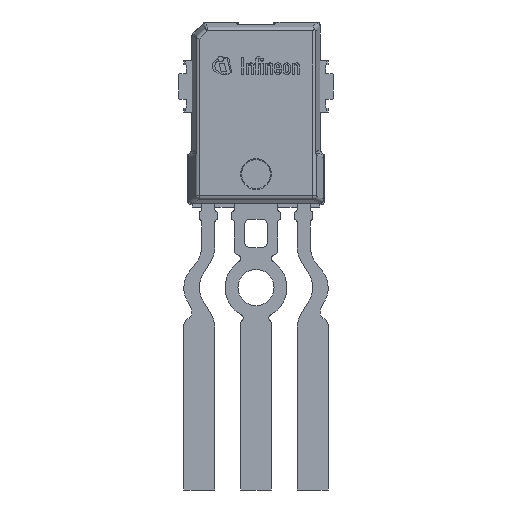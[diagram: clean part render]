
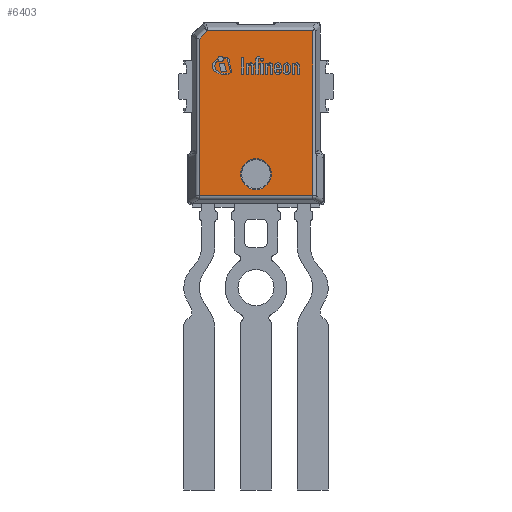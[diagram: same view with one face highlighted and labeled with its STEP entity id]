
A CAD part, left-side view. The second image highlights one B-rep face of the part: STEP entity #6403.
In plain terms, the highlighted planar face has unit normal (-1, 0, 0).
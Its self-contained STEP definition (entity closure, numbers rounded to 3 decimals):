
#342=LINE('',#9637,#1028);
#350=LINE('',#9729,#1036);
#352=LINE('',#9740,#1038);
#353=LINE('',#9742,#1039);
#354=LINE('',#9743,#1040);
#1028=VECTOR('',#7765,10.);
#1036=VECTOR('',#7825,10.);
#1038=VECTOR('',#7831,10.);
#1039=VECTOR('',#7832,10.);
#1040=VECTOR('',#7833,10.);
#1603=PLANE('',#6888);
#1888=FACE_BOUND('',#2391,.T.);
#2008=FACE_OUTER_BOUND('',#2390,.T.);
#2390=EDGE_LOOP('',(#4916,#4917,#4918,#4919,#4920));
#2391=EDGE_LOOP('',(#4921));
#2705=CIRCLE('',#6818,0.6);
#2961=VERTEX_POINT('',#9519);
#3003=VERTEX_POINT('',#9633);
#3004=VERTEX_POINT('',#9635);
#3014=VERTEX_POINT('',#9728);
#3017=VERTEX_POINT('',#9739);
#3018=VERTEX_POINT('',#9741);
#3645=EDGE_CURVE('',#2961,#2961,#2705,.T.);
#3703=EDGE_CURVE('',#3004,#3003,#342,.T.);
#3726=EDGE_CURVE('',#3003,#3014,#350,.T.);
#3730=EDGE_CURVE('',#3017,#3004,#352,.T.);
#3731=EDGE_CURVE('',#3018,#3017,#353,.T.);
#3732=EDGE_CURVE('',#3014,#3018,#354,.T.);
#4916=ORIENTED_EDGE('',*,*,#3730,.F.);
#4917=ORIENTED_EDGE('',*,*,#3731,.F.);
#4918=ORIENTED_EDGE('',*,*,#3732,.F.);
#4919=ORIENTED_EDGE('',*,*,#3726,.F.);
#4920=ORIENTED_EDGE('',*,*,#3703,.F.);
#4921=ORIENTED_EDGE('',*,*,#3645,.T.);
#6403=ADVANCED_FACE('',(#2008,#1888),#1603,.T.);
#6818=AXIS2_PLACEMENT_3D('',#9520,#7648,#7649);
#6888=AXIS2_PLACEMENT_3D('',#9738,#7829,#7830);
#7648=DIRECTION('center_axis',(1.,0.,0.));
#7649=DIRECTION('ref_axis',(0.,1.,0.));
#7765=DIRECTION('',(0.,1.,0.));
#7825=DIRECTION('',(0.,0.,1.));
#7829=DIRECTION('center_axis',(-1.,0.,0.));
#7830=DIRECTION('ref_axis',(0.,-1.,0.));
#7831=DIRECTION('',(0.,0.,-1.));
#7832=DIRECTION('',(0.,-1.,0.));
#7833=DIRECTION('',(0.,-0.707,0.707));
#9519=CARTESIAN_POINT('',(-0.8,-0.6,2.3));
#9520=CARTESIAN_POINT('Origin',(-0.8,0.,2.3));
#9633=CARTESIAN_POINT('',(-0.8,2.205,1.462));
#9635=CARTESIAN_POINT('',(-0.8,-2.205,1.462));
#9637=CARTESIAN_POINT('',(-0.8,-1.335,1.462));
#9728=CARTESIAN_POINT('',(-0.8,2.205,7.54));
#9729=CARTESIAN_POINT('',(-0.8,2.205,5.15));
#9738=CARTESIAN_POINT('Origin',(-0.8,-0.03,4.601));
#9739=CARTESIAN_POINT('',(-0.8,-2.205,7.858));
#9740=CARTESIAN_POINT('',(-0.8,-2.205,5.15));
#9741=CARTESIAN_POINT('',(-0.8,1.887,7.858));
#9742=CARTESIAN_POINT('',(-0.8,0.989,7.858));
#9743=CARTESIAN_POINT('',(-0.8,2.41,7.335));
